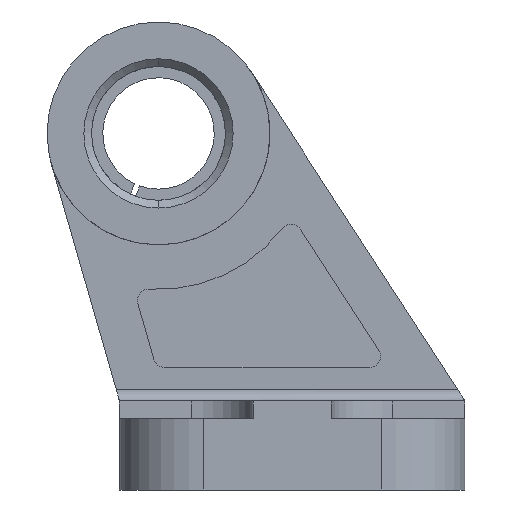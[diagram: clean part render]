
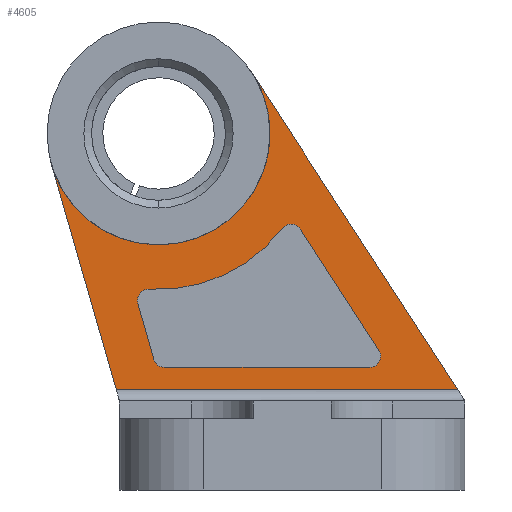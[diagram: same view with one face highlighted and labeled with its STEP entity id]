
A CAD part, left-side view. The second image highlights one B-rep face of the part: STEP entity #4605.
In plain terms, the highlighted planar face has unit normal (-1, 0, 0).
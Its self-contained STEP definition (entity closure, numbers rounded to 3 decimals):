
#7 = DIRECTION ( 'NONE',  ( 1., 0., 0. ) ) ;
#59 = AXIS2_PLACEMENT_3D ( 'NONE', #5946, #3500, #1042 ) ;
#198 = ORIENTED_EDGE ( 'NONE', *, *, #3519, .T. ) ;
#327 = DIRECTION ( 'NONE',  ( 0., -1., 0. ) ) ;
#390 = CARTESIAN_POINT ( 'NONE',  ( -5., 13.855, 16.75 ) ) ;
#394 = LINE ( 'NONE', #2049, #7969 ) ;
#556 = DIRECTION ( 'NONE',  ( 0., 0.544, 0.839 ) ) ;
#686 = VERTEX_POINT ( 'NONE', #6838 ) ;
#698 = CIRCLE ( 'NONE', #5467, 14. ) ;
#699 = DIRECTION ( 'NONE',  ( 0., 0., -1. ) ) ;
#764 = CARTESIAN_POINT ( 'NONE',  ( -5., 12., 22. ) ) ;
#818 = CARTESIAN_POINT ( 'NONE',  ( -5., -8.784, 11. ) ) ;
#882 = CARTESIAN_POINT ( 'NONE',  ( -5., 12.894, 17.027 ) ) ;
#907 = CIRCLE ( 'NONE', #59, 1. ) ;
#955 = DIRECTION ( 'NONE',  ( -1., 0., 0. ) ) ;
#1042 = DIRECTION ( 'NONE',  ( 0., 0., -1. ) ) ;
#1044 = LINE ( 'NONE', #5842, #4170 ) ;
#1078 = CARTESIAN_POINT ( 'NONE',  ( -5., 12.201, 11. ) ) ;
#1082 = CARTESIAN_POINT ( 'NONE',  ( -5., 0.106, 22.86 ) ) ;
#1112 = DIRECTION ( 'NONE',  ( 1., 0., 0. ) ) ;
#1231 = ORIENTED_EDGE ( 'NONE', *, *, #10175, .F. ) ;
#1243 = VECTOR ( 'NONE', #556, 1000. ) ;
#1297 = CIRCLE ( 'NONE', #8811, 1. ) ;
#1403 = DIRECTION ( 'NONE',  ( 0., 0., 1. ) ) ;
#1659 = FACE_OUTER_BOUND ( 'NONE', #9268, .T. ) ;
#1714 = CIRCLE ( 'NONE', #7675, 10. ) ;
#1882 = DIRECTION ( 'NONE',  ( 1., 0., 0. ) ) ;
#1908 = EDGE_CURVE ( 'NONE', #3719, #9226, #7709, .T. ) ;
#1929 = EDGE_CURVE ( 'NONE', #6359, #4843, #394, .T. ) ;
#1965 = CARTESIAN_POINT ( 'NONE',  ( -5., 12., 32. ) ) ;
#2043 = AXIS2_PLACEMENT_3D ( 'NONE', #9429, #1112, #6818 ) ;
#2049 = CARTESIAN_POINT ( 'NONE',  ( -5., 12.189, -3.507 ) ) ;
#2194 = EDGE_CURVE ( 'NONE', #5705, #2599, #2377, .T. ) ;
#2219 = CIRCLE ( 'NONE', #2043, 1. ) ;
#2338 = CARTESIAN_POINT ( 'NONE',  ( -5., 12., 32. ) ) ;
#2377 = CIRCLE ( 'NONE', #5944, 1. ) ;
#2393 = ORIENTED_EDGE ( 'NONE', *, *, #5596, .F. ) ;
#2480 = ORIENTED_EDGE ( 'NONE', *, *, #1908, .F. ) ;
#2599 = VERTEX_POINT ( 'NONE', #6583 ) ;
#2651 = EDGE_CURVE ( 'NONE', #8389, #9274, #3113, .T. ) ;
#2685 = DIRECTION ( 'NONE',  ( 1., 0., 0. ) ) ;
#2729 = VERTEX_POINT ( 'NONE', #4185 ) ;
#2857 = DIRECTION ( 'NONE',  ( 0., 0., -1. ) ) ;
#2948 = ORIENTED_EDGE ( 'NONE', *, *, #8134, .F. ) ;
#3024 = VECTOR ( 'NONE', #8662, 1000. ) ;
#3044 = VECTOR ( 'NONE', #4083, 1000. ) ;
#3113 = LINE ( 'NONE', #818, #3044 ) ;
#3150 = VECTOR ( 'NONE', #327, 1000. ) ;
#3293 = EDGE_CURVE ( 'NONE', #2729, #10519, #9177, .T. ) ;
#3324 = ORIENTED_EDGE ( 'NONE', *, *, #3293, .T. ) ;
#3353 = CARTESIAN_POINT ( 'NONE',  ( -5., 11.448, 11. ) ) ;
#3446 = EDGE_CURVE ( 'NONE', #7252, #686, #5169, .T. ) ;
#3483 = CARTESIAN_POINT ( 'NONE',  ( -5., 0.106, 22.86 ) ) ;
#3500 = DIRECTION ( 'NONE',  ( 1., 0., 0. ) ) ;
#3519 = EDGE_CURVE ( 'NONE', #3719, #7252, #907, .T. ) ;
#3544 = CARTESIAN_POINT ( 'NONE',  ( -5., -7.781, 12.544 ) ) ;
#3601 = ORIENTED_EDGE ( 'NONE', *, *, #7129, .T. ) ;
#3662 = DIRECTION ( 'NONE',  ( 1., 0., 0. ) ) ;
#3710 = DIRECTION ( 'NONE',  ( 0., 0.277, 0.961 ) ) ;
#3719 = VERTEX_POINT ( 'NONE', #390 ) ;
#4083 = DIRECTION ( 'NONE',  ( 0., 0.544, 0.839 ) ) ;
#4124 = FACE_BOUND ( 'NONE', #9997, .T. ) ;
#4151 = DIRECTION ( 'NONE',  ( -1., 0., 0. ) ) ;
#4170 = VECTOR ( 'NONE', #8255, 1000. ) ;
#4185 = CARTESIAN_POINT ( 'NONE',  ( -5., -14.851, 9. ) ) ;
#4372 = CARTESIAN_POINT ( 'NONE',  ( -5., -14.559, 9.45 ) ) ;
#4576 = AXIS2_PLACEMENT_3D ( 'NONE', #7372, #7, #699 ) ;
#4605 = ADVANCED_FACE ( 'NONE', ( #4124, #1659 ), #10529, .F. ) ;
#4793 = ORIENTED_EDGE ( 'NONE', *, *, #4942, .T. ) ;
#4841 = CIRCLE ( 'NONE', #10296, 10. ) ;
#4843 = VERTEX_POINT ( 'NONE', #7422 ) ;
#4942 = EDGE_CURVE ( 'NONE', #7887, #9226, #1297, .T. ) ;
#4947 = DIRECTION ( 'NONE',  ( 0., 0., -1. ) ) ;
#5169 = CIRCLE ( 'NONE', #7898, 1. ) ;
#5242 = LINE ( 'NONE', #1078, #3150 ) ;
#5257 = CARTESIAN_POINT ( 'NONE',  ( -5., 11.448, 12. ) ) ;
#5467 = AXIS2_PLACEMENT_3D ( 'NONE', #10390, #3662, #1403 ) ;
#5596 = EDGE_CURVE ( 'NONE', #4843, #6185, #4841, .T. ) ;
#5705 = VERTEX_POINT ( 'NONE', #7726 ) ;
#5842 = CARTESIAN_POINT ( 'NONE',  ( -5., -15.5, 9. ) ) ;
#5894 = DIRECTION ( 'NONE',  ( 1., 0., 0. ) ) ;
#5927 = CARTESIAN_POINT ( 'NONE',  ( -5., 15.788, 9. ) ) ;
#5944 = AXIS2_PLACEMENT_3D ( 'NONE', #1082, #1882, #9197 ) ;
#5946 = CARTESIAN_POINT ( 'NONE',  ( -5., 12.894, 17.027 ) ) ;
#6152 = CARTESIAN_POINT ( 'NONE',  ( -5., 14.268, 18.185 ) ) ;
#6185 = VERTEX_POINT ( 'NONE', #764 ) ;
#6244 = CARTESIAN_POINT ( 'NONE',  ( -5., -0.732, 23.404 ) ) ;
#6263 = ORIENTED_EDGE ( 'NONE', *, *, #7859, .F. ) ;
#6359 = VERTEX_POINT ( 'NONE', #5927 ) ;
#6436 = ORIENTED_EDGE ( 'NONE', *, *, #8986, .T. ) ;
#6479 = CARTESIAN_POINT ( 'NONE',  ( -5., 12.894, 18.027 ) ) ;
#6572 = ORIENTED_EDGE ( 'NONE', *, *, #3446, .T. ) ;
#6583 = CARTESIAN_POINT ( 'NONE',  ( -5., 0.106, 23.86 ) ) ;
#6818 = DIRECTION ( 'NONE',  ( 0., 0., -1. ) ) ;
#6838 = CARTESIAN_POINT ( 'NONE',  ( -5., 12.835, 18.025 ) ) ;
#7020 = ORIENTED_EDGE ( 'NONE', *, *, #2651, .F. ) ;
#7129 = EDGE_CURVE ( 'NONE', #6359, #2729, #1044, .T. ) ;
#7252 = VERTEX_POINT ( 'NONE', #6479 ) ;
#7372 = CARTESIAN_POINT ( 'NONE',  ( -5., 0., 0. ) ) ;
#7422 = CARTESIAN_POINT ( 'NONE',  ( -5., 21.61, 29.235 ) ) ;
#7571 = DIRECTION ( 'NONE',  ( 0., 0., 1. ) ) ;
#7675 = AXIS2_PLACEMENT_3D ( 'NONE', #2338, #4151, #10453 ) ;
#7698 = CARTESIAN_POINT ( 'NONE',  ( -5., 12.409, 11.723 ) ) ;
#7709 = LINE ( 'NONE', #6152, #3024 ) ;
#7726 = CARTESIAN_POINT ( 'NONE',  ( -5., 0.899, 23.469 ) ) ;
#7741 = CIRCLE ( 'NONE', #8767, 1. ) ;
#7859 = EDGE_CURVE ( 'NONE', #6185, #10519, #1714, .T. ) ;
#7887 = VERTEX_POINT ( 'NONE', #3353 ) ;
#7898 = AXIS2_PLACEMENT_3D ( 'NONE', #882, #9054, #4947 ) ;
#7969 = VECTOR ( 'NONE', #3710, 1000. ) ;
#8078 = VERTEX_POINT ( 'NONE', #8721 ) ;
#8134 = EDGE_CURVE ( 'NONE', #5705, #686, #698, .T. ) ;
#8255 = DIRECTION ( 'NONE',  ( 0., -1., 0. ) ) ;
#8389 = VERTEX_POINT ( 'NONE', #3544 ) ;
#8491 = DIRECTION ( 'NONE',  ( 0., 0., -1. ) ) ;
#8597 = ORIENTED_EDGE ( 'NONE', *, *, #2194, .T. ) ;
#8662 = DIRECTION ( 'NONE',  ( 0., -0.277, -0.961 ) ) ;
#8721 = CARTESIAN_POINT ( 'NONE',  ( -5., -6.943, 11. ) ) ;
#8767 = AXIS2_PLACEMENT_3D ( 'NONE', #3483, #2685, #8491 ) ;
#8811 = AXIS2_PLACEMENT_3D ( 'NONE', #5257, #5894, #2857 ) ;
#8986 = EDGE_CURVE ( 'NONE', #8389, #8078, #2219, .T. ) ;
#9054 = DIRECTION ( 'NONE',  ( 1., 0., 0. ) ) ;
#9177 = LINE ( 'NONE', #4372, #1243 ) ;
#9197 = DIRECTION ( 'NONE',  ( 0., 0., -1. ) ) ;
#9226 = VERTEX_POINT ( 'NONE', #7698 ) ;
#9268 = EDGE_LOOP ( 'NONE', ( #9778, #3601, #3324, #6263, #2393 ) ) ;
#9274 = VERTEX_POINT ( 'NONE', #6244 ) ;
#9388 = CARTESIAN_POINT ( 'NONE',  ( -5., 3.612, 37.445 ) ) ;
#9429 = CARTESIAN_POINT ( 'NONE',  ( -5., -6.943, 12. ) ) ;
#9778 = ORIENTED_EDGE ( 'NONE', *, *, #1929, .F. ) ;
#9997 = EDGE_LOOP ( 'NONE', ( #2480, #198, #6572, #2948, #8597, #10229, #7020, #6436, #1231, #4793 ) ) ;
#10175 = EDGE_CURVE ( 'NONE', #7887, #8078, #5242, .T. ) ;
#10201 = EDGE_CURVE ( 'NONE', #2599, #9274, #7741, .T. ) ;
#10229 = ORIENTED_EDGE ( 'NONE', *, *, #10201, .T. ) ;
#10296 = AXIS2_PLACEMENT_3D ( 'NONE', #1965, #955, #7571 ) ;
#10390 = CARTESIAN_POINT ( 'NONE',  ( -5., 12., 32. ) ) ;
#10453 = DIRECTION ( 'NONE',  ( 0., 0., 1. ) ) ;
#10519 = VERTEX_POINT ( 'NONE', #9388 ) ;
#10529 = PLANE ( 'NONE',  #4576 ) ;
